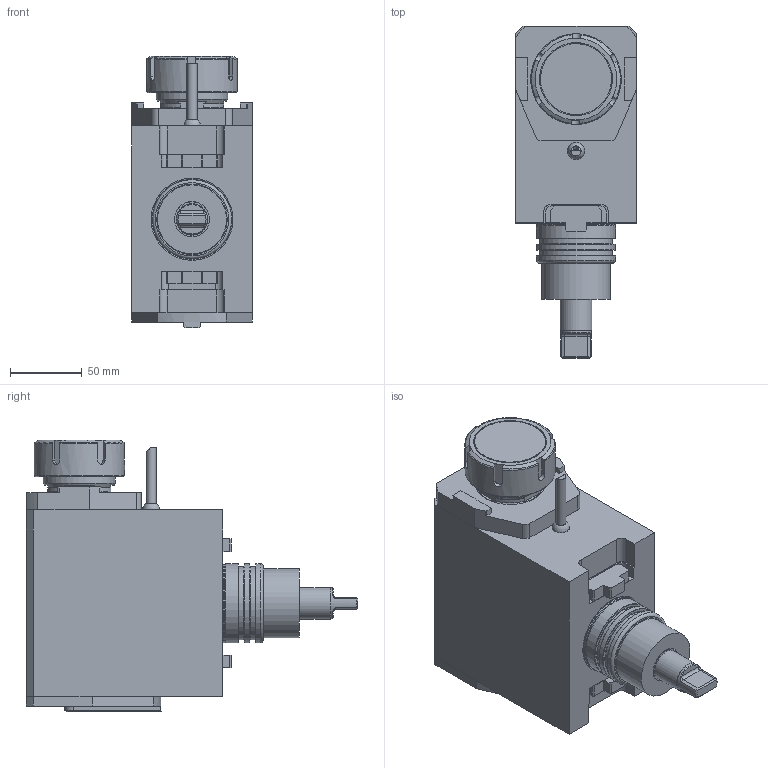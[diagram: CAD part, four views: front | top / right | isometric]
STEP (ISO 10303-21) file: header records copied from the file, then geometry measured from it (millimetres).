
FILE_DESCRIPTION (( 'STEP AP214' ), '1' );
FILE_NAME ('RRPPH40531UB55.STEP', '2024-10-03T11:46:00', ( '' ), ( '' ), 'SwSTEP 2.0', 'SolidWorks 2023', '' );
FILE_SCHEMA (( 'AUTOMOTIVE_DESIGN' ));
Length unit declared in the file: millimetre
Products named in the file (1): RRPPH40531UB55
Bounding box: 84 x 230.9 x 189.03 mm (x, y, z)
Volume: 1812424.2 mm3; surface area: 112911.2 mm2
Topology: 1 solids, 1 shells, 675 faces, 1788 edges, 1183 vertices
Faces by surface type: plane 405, bspline 148, cylinder 79, torus 22, cone 20, sphere 1
Full cylindrical faces by diameter (mm): 3.4 x1, 4 x1, 4.2 x1, 7 x1, 12.733 x1, 21.5 x1, 22 x1, 48 x1, 49.374 x1, 50 x1, 50.8 x2, 50.809 x1, 54.6 x1, 55 x3, 63 x1
Entity records: 32169 total; most frequent: CARTESIAN_POINT 13163, ORIENTED_EDGE 3476, DIRECTION 2607, EDGE_CURVE 1738, VERTEX_POINT 1170, VECTOR 1143, LINE 1143, EDGE_LOOP 780
